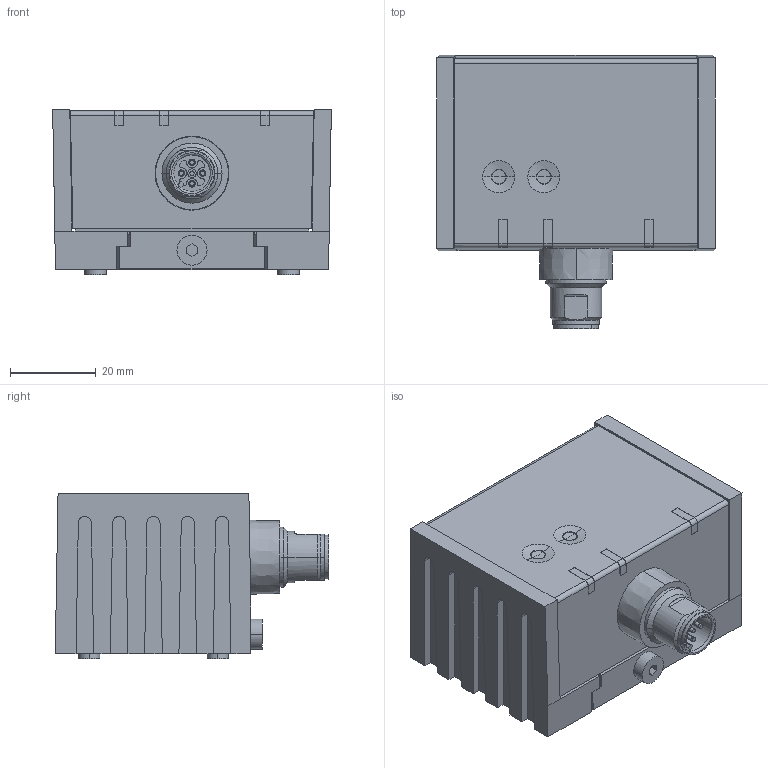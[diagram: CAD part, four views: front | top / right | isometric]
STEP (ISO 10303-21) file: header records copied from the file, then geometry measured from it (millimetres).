
FILE_DESCRIPTION((''),'2;1');
FILE_NAME('DM_CAD-1046B_SW0001','2015-08-03T',('Creinig-se'),(''),'PRO/ENGINEER BY PARAMETRIC TECHNOLOGY CORPORATION, 2013050','PRO/ENGINEER BY PARAMETRIC TECHNOLOGY CORPORATION, 2013050','');
FILE_SCHEMA(('CONFIG_CONTROL_DESIGN'));
Length unit declared in the file: millimetre
Products named in the file (1): DM_CAD-1046B_SW0001
Bounding box: 65 x 63.79 x 38.49 mm (x, y, z)
Volume: 98620.6 mm3; surface area: 33148.2 mm2
Topology: 5 solids, 7 shells, 597 faces, 1630 edges, 1051 vertices
Faces by surface type: plane 388, cylinder 117, cone 66, torus 14, sphere 12
Entity records: 22183 total; most frequent: CARTESIAN_POINT 4258, ORIENTED_EDGE 3244, DIRECTION 3100, EDGE_CURVE 1622, VECTOR 1206, LINE 1206, VERTEX_POINT 1051, AXIS2_PLACEMENT_3D 947
